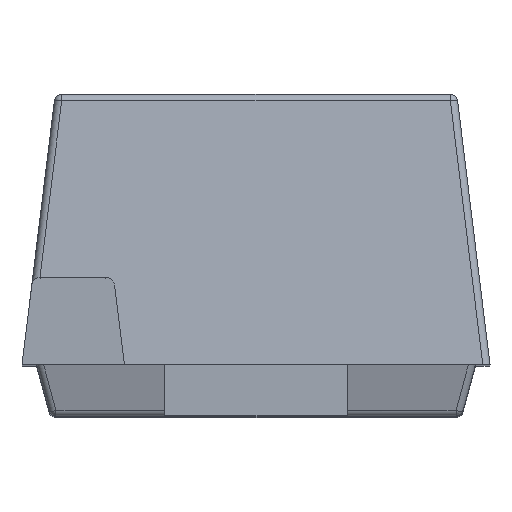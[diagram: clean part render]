
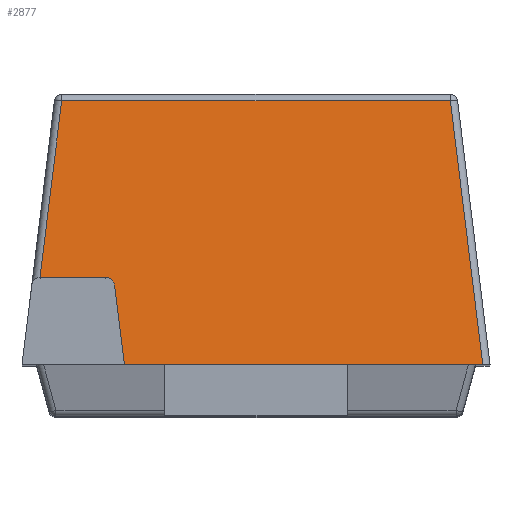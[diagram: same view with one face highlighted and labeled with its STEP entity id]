
A CAD part, top view. The second image highlights one B-rep face of the part: STEP entity #2877.
In plain terms, the highlighted face is planar.
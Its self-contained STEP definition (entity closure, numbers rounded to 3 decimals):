
#20 = CARTESIAN_POINT ( 'NONE',  ( 0.031, 0.25, -1.601 ) ) ;
#141 = DIRECTION ( 'NONE',  ( -0.122, -0.993, 0. ) ) ;
#142 = CARTESIAN_POINT ( 'NONE',  ( 0.023, 0.188, -1.552 ) ) ;
#144 = DIRECTION ( 'NONE',  ( 0., 0., 1. ) ) ;
#169 = LINE ( 'NONE', #20, #1796 ) ;
#249 = ORIENTED_EDGE ( 'NONE', *, *, #1226, .T. ) ;
#288 = AXIS2_PLACEMENT_3D ( 'NONE', #3492, #1983, #141 ) ;
#352 = VECTOR ( 'NONE', #144, 1000. ) ;
#362 = CARTESIAN_POINT ( 'NONE',  ( 0.027, 0.223, -1.277 ) ) ;
#374 = LINE ( 'NONE', #1397, #3435 ) ;
#389 = VERTEX_POINT ( 'NONE', #2050 ) ;
#436 = PLANE ( 'NONE',  #288 ) ;
#441 = CARTESIAN_POINT ( 'NONE',  ( 0.031, 0.25, -1.291 ) ) ;
#442 = VERTEX_POINT ( 'NONE', #3825 ) ;
#459 = EDGE_CURVE ( 'NONE', #389, #720, #374, .T. ) ;
#516 = ORIENTED_EDGE ( 'NONE', *, *, #2348, .T. ) ;
#720 = VERTEX_POINT ( 'NONE', #2821 ) ;
#727 = CARTESIAN_POINT ( 'NONE',  ( 0.031, 0.25, -1.544 ) ) ;
#765 = ORIENTED_EDGE ( 'NONE', *, *, #3041, .T. ) ;
#976 = LINE ( 'NONE', #2595, #2602 ) ;
#1048 = CARTESIAN_POINT ( 'NONE',  ( 0.031, 0.25, -1.307 ) ) ;
#1072 = DIRECTION ( 'NONE',  ( 0.121, 0.985, -0.121 ) ) ;
#1165 = LINE ( 'NONE', #1358, #352 ) ;
#1226 = EDGE_CURVE ( 'NONE', #2707, #442, #3617, .T. ) ;
#1358 = CARTESIAN_POINT ( 'NONE',  ( 0., 0., 0. ) ) ;
#1384 = VERTEX_POINT ( 'NONE', #1624 ) ;
#1397 = CARTESIAN_POINT ( 'NONE',  ( 0.111, 0.903, 0. ) ) ;
#1508 = CARTESIAN_POINT ( 'NONE',  ( 0.031, 0.25, -1.544 ) ) ;
#1624 = CARTESIAN_POINT ( 'NONE',  ( 0., 0., -0.025 ) ) ;
#1646 = CARTESIAN_POINT ( 'NONE',  ( 0.031, 0.25, -1.543 ) ) ;
#1670 = ORIENTED_EDGE ( 'NONE', *, *, #3064, .T. ) ;
#1704 = VECTOR ( 'NONE', #3509, 1000. ) ;
#1796 = VECTOR ( 'NONE', #2026, 1000. ) ;
#1927 = EDGE_CURVE ( 'NONE', #2208, #2707, #3654, .T. ) ;
#1978 = EDGE_CURVE ( 'NONE', #1384, #389, #976, .T. ) ;
#1981 = CARTESIAN_POINT ( 'NONE',  ( 0.031, 0.25, -1.543 ) ) ;
#1983 = DIRECTION ( 'NONE',  ( -0.993, 0.122, 0. ) ) ;
#2026 = DIRECTION ( 'NONE',  ( 0., 0., 1. ) ) ;
#2050 = CARTESIAN_POINT ( 'NONE',  ( 0.111, 0.903, -0.136 ) ) ;
#2208 = VERTEX_POINT ( 'NONE', #3915 ) ;
#2243 = VERTEX_POINT ( 'NONE', #1508 ) ;
#2274 = CARTESIAN_POINT ( 'NONE',  ( 0.029, 0.239, -1.279 ) ) ;
#2283 = DIRECTION ( 'NONE',  ( -0.121, -0.985, 0.121 ) ) ;
#2348 = EDGE_CURVE ( 'NONE', #3727, #2208, #169, .T. ) ;
#2548 = CARTESIAN_POINT ( 'NONE',  ( 0.031, 0.25, -1.544 ) ) ;
#2580 = CARTESIAN_POINT ( 'NONE',  ( 0.074, 0.606, -1.324 ) ) ;
#2595 = CARTESIAN_POINT ( 'NONE',  ( 0., -0.003, -0.024 ) ) ;
#2602 = VECTOR ( 'NONE', #1072, 1000. ) ;
#2613 = ORIENTED_EDGE ( 'NONE', *, *, #459, .T. ) ;
#2707 = VERTEX_POINT ( 'NONE', #362 ) ;
#2737 = FACE_OUTER_BOUND ( 'NONE', #3015, .T. ) ;
#2821 = CARTESIAN_POINT ( 'NONE',  ( 0.111, 0.903, -1.464 ) ) ;
#2877 = ADVANCED_FACE ( 'NONE', ( #2737 ), #436, .T. ) ;
#2963 = ORIENTED_EDGE ( 'NONE', *, *, #1927, .T. ) ;
#3015 = EDGE_LOOP ( 'NONE', ( #1670, #3636, #2613, #3488, #765, #516, #2963, #249 ) ) ;
#3041 = EDGE_CURVE ( 'NONE', #2243, #3727, #3194, .T. ) ;
#3064 = EDGE_CURVE ( 'NONE', #442, #1384, #1165, .T. ) ;
#3182 = CARTESIAN_POINT ( 'NONE',  ( 0.027, 0.223, -1.277 ) ) ;
#3194 =( BOUNDED_CURVE ( )  B_SPLINE_CURVE ( 3, ( #727, #2548, #1646, #3779 ),
 .UNSPECIFIED., .F., .F. ) 
 B_SPLINE_CURVE_WITH_KNOTS ( ( 4, 4 ),
 ( 2.887, 2.952 ),
 .UNSPECIFIED. ) 
 CURVE ( )  GEOMETRIC_REPRESENTATION_ITEM ( )  RATIONAL_B_SPLINE_CURVE ( ( 1., 1., 1., 1. ) ) 
 REPRESENTATION_ITEM ( '' )  );
#3331 = LINE ( 'NONE', #142, #1704 ) ;
#3435 = VECTOR ( 'NONE', #3873, 1000. ) ;
#3488 = ORIENTED_EDGE ( 'NONE', *, *, #3912, .T. ) ;
#3492 = CARTESIAN_POINT ( 'NONE',  ( 0., 0., 0. ) ) ;
#3509 = DIRECTION ( 'NONE',  ( -0.121, -0.985, -0.121 ) ) ;
#3527 = VECTOR ( 'NONE', #2283, 1000. ) ;
#3617 = LINE ( 'NONE', #2580, #3527 ) ;
#3636 = ORIENTED_EDGE ( 'NONE', *, *, #1978, .T. ) ;
#3654 =( BOUNDED_CURVE ( )  B_SPLINE_CURVE ( 3, ( #1048, #441, #2274, #3182 ),
 .UNSPECIFIED., .F., .F. ) 
 B_SPLINE_CURVE_WITH_KNOTS ( ( 4, 4 ),
 ( 3.332, 4.787 ),
 .UNSPECIFIED. ) 
 CURVE ( )  GEOMETRIC_REPRESENTATION_ITEM ( )  RATIONAL_B_SPLINE_CURVE ( ( 1., 0.831, 0.831, 1. ) ) 
 REPRESENTATION_ITEM ( '' )  );
#3727 = VERTEX_POINT ( 'NONE', #1981 ) ;
#3779 = CARTESIAN_POINT ( 'NONE',  ( 0.031, 0.25, -1.543 ) ) ;
#3825 = CARTESIAN_POINT ( 'NONE',  ( 0., 0., -1.25 ) ) ;
#3873 = DIRECTION ( 'NONE',  ( 0., 0., -1. ) ) ;
#3912 = EDGE_CURVE ( 'NONE', #720, #2243, #3331, .T. ) ;
#3915 = CARTESIAN_POINT ( 'NONE',  ( 0.031, 0.25, -1.307 ) ) ;
